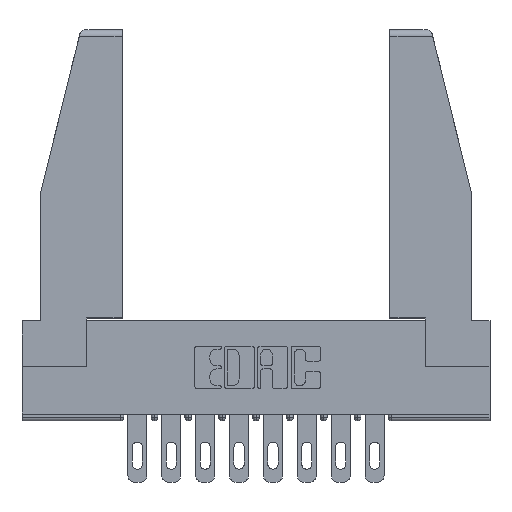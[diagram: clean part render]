
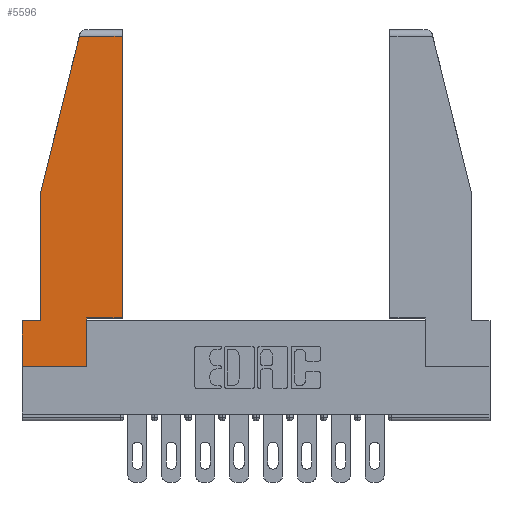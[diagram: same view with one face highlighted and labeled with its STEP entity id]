
A CAD part, top view. The second image highlights one B-rep face of the part: STEP entity #5596.
In plain terms, the highlighted planar face has unit normal (0, 0, 1).
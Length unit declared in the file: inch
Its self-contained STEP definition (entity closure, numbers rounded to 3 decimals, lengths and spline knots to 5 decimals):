
#131 = VECTOR ( 'NONE', #6279, 39.37008 ) ;
#619 = EDGE_CURVE ( 'NONE', #1060, #3149, #6755, .T. ) ;
#651 = VECTOR ( 'NONE', #3537, 39.37008 ) ;
#768 = CARTESIAN_POINT ( 'NONE',  ( 0.271, 1.55, 0. ) ) ;
#867 = LINE ( 'NONE', #8494, #131 ) ;
#886 = DIRECTION ( 'NONE',  ( 1., 0., 0. ) ) ;
#989 = CARTESIAN_POINT ( 'NONE',  ( 0., 0., 0. ) ) ;
#1060 = VERTEX_POINT ( 'NONE', #8492 ) ;
#1546 = DIRECTION ( 'NONE',  ( 0., -1., 0. ) ) ;
#1611 = ORIENTED_EDGE ( 'NONE', *, *, #4273, .T. ) ;
#1809 = EDGE_CURVE ( 'NONE', #8320, #14003, #6210, .T. ) ;
#1821 = LINE ( 'NONE', #14260, #4848 ) ;
#2027 = CARTESIAN_POINT ( 'NONE',  ( 0.461, 0.223, 0. ) ) ;
#2161 = ORIENTED_EDGE ( 'NONE', *, *, #1809, .T. ) ;
#2274 = LINE ( 'NONE', #13818, #13800 ) ;
#2410 = LINE ( 'NONE', #6873, #11026 ) ;
#2500 = ORIENTED_EDGE ( 'NONE', *, *, #9649, .T. ) ;
#2687 = DIRECTION ( 'NONE',  ( -1., 0., 0. ) ) ;
#2763 = VECTOR ( 'NONE', #9434, 39.37008 ) ;
#2821 = ORIENTED_EDGE ( 'NONE', *, *, #9368, .T. ) ;
#3149 = VERTEX_POINT ( 'NONE', #13899 ) ;
#3278 = PLANE ( 'NONE',  #6087 ) ;
#3417 = LINE ( 'NONE', #13767, #8733 ) ;
#3537 = DIRECTION ( 'NONE',  ( 0., -1., 0. ) ) ;
#3727 = DIRECTION ( 'NONE',  ( 1., 0., 0. ) ) ;
#4267 = ORIENTED_EDGE ( 'NONE', *, *, #12662, .T. ) ;
#4273 = EDGE_CURVE ( 'NONE', #10258, #1060, #2410, .T. ) ;
#4433 = DIRECTION ( 'NONE',  ( 1., 0., 0. ) ) ;
#4665 = ORIENTED_EDGE ( 'NONE', *, *, #14479, .T. ) ;
#4824 = VERTEX_POINT ( 'NONE', #12878 ) ;
#4848 = VECTOR ( 'NONE', #886, 39.37008 ) ;
#5349 = DIRECTION ( 'NONE',  ( -0.239, -0.971, 0. ) ) ;
#5596 = ADVANCED_FACE ( 'NONE', ( #9641 ), #3278, .T. ) ;
#5809 = LINE ( 'NONE', #14334, #8765 ) ;
#5948 = ORIENTED_EDGE ( 'NONE', *, *, #8325, .T. ) ;
#6087 = AXIS2_PLACEMENT_3D ( 'NONE', #989, #11120, #4433 ) ;
#6210 = LINE ( 'NONE', #9235, #2763 ) ;
#6279 = DIRECTION ( 'NONE',  ( 0., 1., 0. ) ) ;
#6691 = DIRECTION ( 'NONE',  ( -1., 0., 0. ) ) ;
#6755 = LINE ( 'NONE', #8203, #651 ) ;
#6873 = CARTESIAN_POINT ( 'NONE',  ( 0., 0.21, 0. ) ) ;
#8007 = CARTESIAN_POINT ( 'NONE',  ( 0.086, 0.8, 0. ) ) ;
#8203 = CARTESIAN_POINT ( 'NONE',  ( 0., 0.21, 0. ) ) ;
#8320 = VERTEX_POINT ( 'NONE', #8576 ) ;
#8325 = EDGE_CURVE ( 'NONE', #10281, #9224, #11793, .T. ) ;
#8492 = CARTESIAN_POINT ( 'NONE',  ( 0., 0.21, 0. ) ) ;
#8494 = CARTESIAN_POINT ( 'NONE',  ( 0.461, 0.223, 0. ) ) ;
#8576 = CARTESIAN_POINT ( 'NONE',  ( 0.297, 0., 0. ) ) ;
#8733 = VECTOR ( 'NONE', #3727, 39.37008 ) ;
#8765 = VECTOR ( 'NONE', #6691, 39.37008 ) ;
#9224 = VERTEX_POINT ( 'NONE', #8007 ) ;
#9235 = CARTESIAN_POINT ( 'NONE',  ( 0.297, 0., 0. ) ) ;
#9368 = EDGE_CURVE ( 'NONE', #14003, #13317, #3417, .T. ) ;
#9434 = DIRECTION ( 'NONE',  ( 0., 1., 0. ) ) ;
#9641 = FACE_OUTER_BOUND ( 'NONE', #10715, .T. ) ;
#9649 = EDGE_CURVE ( 'NONE', #3149, #8320, #1821, .T. ) ;
#10019 = CARTESIAN_POINT ( 'NONE',  ( 0.297, 0.223, 0. ) ) ;
#10258 = VERTEX_POINT ( 'NONE', #12709 ) ;
#10281 = VERTEX_POINT ( 'NONE', #11637 ) ;
#10425 = ORIENTED_EDGE ( 'NONE', *, *, #619, .T. ) ;
#10715 = EDGE_LOOP ( 'NONE', ( #10773, #4665, #5948, #4267, #1611, #10425, #2500, #2161, #2821 ) ) ;
#10773 = ORIENTED_EDGE ( 'NONE', *, *, #10827, .T. ) ;
#10827 = EDGE_CURVE ( 'NONE', #13317, #4824, #867, .T. ) ;
#11026 = VECTOR ( 'NONE', #2687, 39.37008 ) ;
#11120 = DIRECTION ( 'NONE',  ( 0., 0., 1. ) ) ;
#11637 = CARTESIAN_POINT ( 'NONE',  ( 0.2636, 1.52, 0. ) ) ;
#11793 = LINE ( 'NONE', #768, #14326 ) ;
#12662 = EDGE_CURVE ( 'NONE', #9224, #10258, #2274, .T. ) ;
#12709 = CARTESIAN_POINT ( 'NONE',  ( 0.086, 0.21, 0. ) ) ;
#12878 = CARTESIAN_POINT ( 'NONE',  ( 0.461, 1.52, 0. ) ) ;
#13317 = VERTEX_POINT ( 'NONE', #2027 ) ;
#13767 = CARTESIAN_POINT ( 'NONE',  ( 0.297, 0.223, 0. ) ) ;
#13800 = VECTOR ( 'NONE', #1546, 39.37008 ) ;
#13818 = CARTESIAN_POINT ( 'NONE',  ( 0.086, 0.8, 0. ) ) ;
#13899 = CARTESIAN_POINT ( 'NONE',  ( 0., 0., 0. ) ) ;
#14003 = VERTEX_POINT ( 'NONE', #10019 ) ;
#14260 = CARTESIAN_POINT ( 'NONE',  ( 0., 0., 0. ) ) ;
#14326 = VECTOR ( 'NONE', #5349, 39.37008 ) ;
#14334 = CARTESIAN_POINT ( 'NONE',  ( 0., 1.52, 0. ) ) ;
#14479 = EDGE_CURVE ( 'NONE', #4824, #10281, #5809, .T. ) ;
